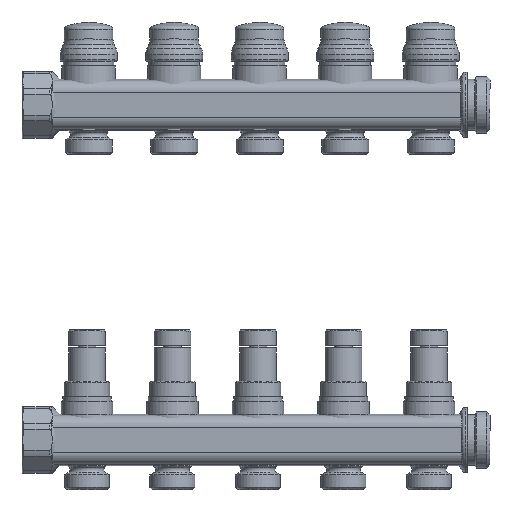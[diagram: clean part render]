
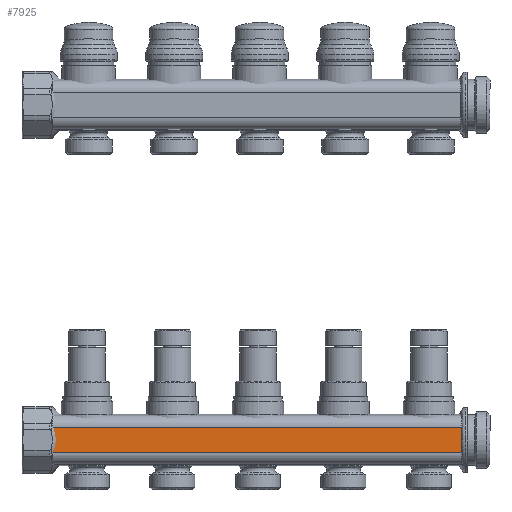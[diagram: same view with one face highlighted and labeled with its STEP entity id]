
A CAD part, top view. The second image highlights one B-rep face of the part: STEP entity #7925.
In plain terms, the highlighted planar face has unit normal (0, 0, 1).
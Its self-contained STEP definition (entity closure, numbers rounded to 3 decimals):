
#1367=FACE_OUTER_BOUND('',#1959,.T.);
#1959=EDGE_LOOP('',(#5317,#5318,#5319,#5320));
#2551=LINE('',#12270,#2994);
#2552=LINE('',#12272,#2995);
#2553=LINE('',#12274,#2996);
#2554=LINE('',#12275,#2997);
#2994=VECTOR('',#9654,304.8);
#2995=VECTOR('',#9655,304.8);
#2996=VECTOR('',#9656,304.8);
#2997=VECTOR('',#9657,304.8);
#3437=VERTEX_POINT('',#12268);
#3438=VERTEX_POINT('',#12269);
#3439=VERTEX_POINT('',#12271);
#3440=VERTEX_POINT('',#12273);
#4112=EDGE_CURVE('',#3437,#3438,#2551,.T.);
#4113=EDGE_CURVE('',#3439,#3437,#2552,.T.);
#4114=EDGE_CURVE('',#3440,#3439,#2553,.T.);
#4115=EDGE_CURVE('',#3438,#3440,#2554,.T.);
#5317=ORIENTED_EDGE('',*,*,#4112,.F.);
#5318=ORIENTED_EDGE('',*,*,#4113,.F.);
#5319=ORIENTED_EDGE('',*,*,#4114,.F.);
#5320=ORIENTED_EDGE('',*,*,#4115,.F.);
#7727=PLANE('',#8563);
#7925=ADVANCED_FACE('',(#1367),#7727,.T.);
#8563=AXIS2_PLACEMENT_3D('',#12267,#9652,#9653);
#9652=DIRECTION('center_axis',(0.,0.,
1.));
#9653=DIRECTION('ref_axis',(-1.,0.,0.));
#9654=DIRECTION('',(0.,-1.,0.));
#9655=DIRECTION('',(1.,0.,0.));
#9656=DIRECTION('',(0.,1.,0.));
#9657=DIRECTION('',(-1.,0.,0.));
#12267=CARTESIAN_POINT('Origin',(249.672,-110.095,78.5));
#12268=CARTESIAN_POINT('',(249.672,-110.095,78.5));
#12269=CARTESIAN_POINT('',(249.672,-124.905,78.5));
#12270=CARTESIAN_POINT('',(249.672,-110.095,78.5));
#12271=CARTESIAN_POINT('',(10.439,-110.095,78.5));
#12272=CARTESIAN_POINT('',(10.439,-110.095,78.5));
#12273=CARTESIAN_POINT('',(10.439,-124.905,78.5));
#12274=CARTESIAN_POINT('',(10.439,-124.905,78.5));
#12275=CARTESIAN_POINT('',(249.672,-124.905,78.5));
